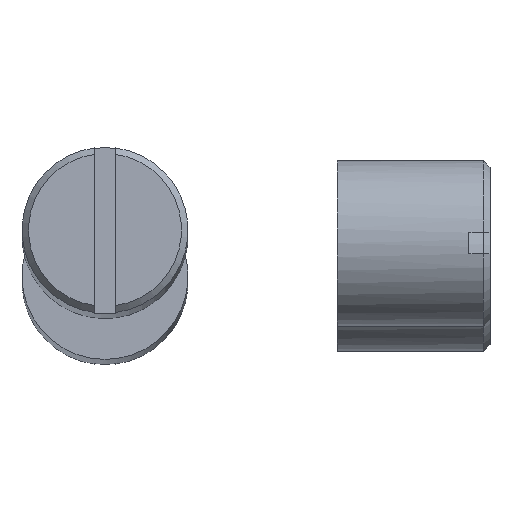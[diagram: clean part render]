
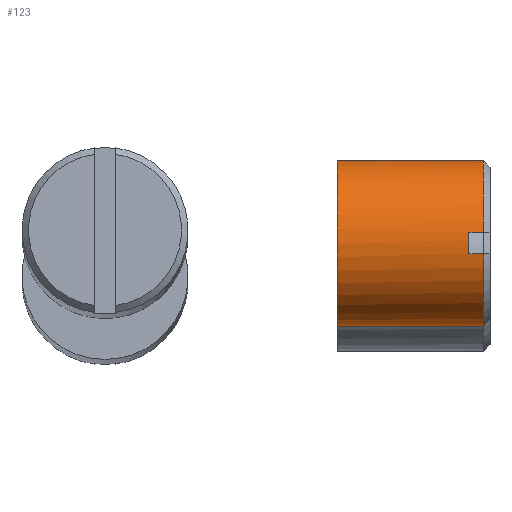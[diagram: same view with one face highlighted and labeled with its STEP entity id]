
A CAD part, top view. The second image highlights one B-rep face of the part: STEP entity #123.
In plain terms, the highlighted cylindrical face has radius 20 mm (diameter 40 mm), a full revolution.
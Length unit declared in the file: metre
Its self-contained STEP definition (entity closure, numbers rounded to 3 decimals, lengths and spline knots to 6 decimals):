
#123 = ADVANCED_FACE( '', ( #250, #251 ), #252, .T. );
#250 = FACE_OUTER_BOUND( '', #384, .T. );
#251 = FACE_OUTER_BOUND( '', #385, .T. );
#252 = CYLINDRICAL_SURFACE( '', #386, 0.02 );
#384 = EDGE_LOOP( '', ( #617 ) );
#385 = EDGE_LOOP( '', ( #618, #619, #620, #621, #622, #623, #624, #625 ) );
#386 = AXIS2_PLACEMENT_3D( '', #626, #627, #628 );
#617 = ORIENTED_EDGE( '', *, *, #768, .F. );
#618 = ORIENTED_EDGE( '', *, *, #759, .F. );
#619 = ORIENTED_EDGE( '', *, *, #809, .T. );
#620 = ORIENTED_EDGE( '', *, *, #755, .F. );
#621 = ORIENTED_EDGE( '', *, *, #810, .F. );
#622 = ORIENTED_EDGE( '', *, *, #784, .T. );
#623 = ORIENTED_EDGE( '', *, *, #792, .T. );
#624 = ORIENTED_EDGE( '', *, *, #781, .T. );
#625 = ORIENTED_EDGE( '', *, *, #811, .F. );
#626 = CARTESIAN_POINT( '', ( 0.100347, -2.266894, 1.956839 ) );
#627 = DIRECTION( '', ( -1., 0., 0. ) );
#628 = DIRECTION( '', ( 0., 0., -1. ) );
#755 = EDGE_CURVE( '', #891, #892, #893, .T. );
#759 = EDGE_CURVE( '', #898, #900, #901, .F. );
#768 = EDGE_CURVE( '', #912, #912, #913, .T. );
#781 = EDGE_CURVE( '', #930, #931, #932, .F. );
#784 = EDGE_CURVE( '', #936, #934, #937, .T. );
#792 = EDGE_CURVE( '', #934, #930, #949, .F. );
#809 = EDGE_CURVE( '', #898, #892, #971, .F. );
#810 = EDGE_CURVE( '', #936, #891, #972, .T. );
#811 = EDGE_CURVE( '', #900, #931, #973, .T. );
#891 = VERTEX_POINT( '', #1080 );
#892 = VERTEX_POINT( '', #1081 );
#893 = LINE( '', #1082, #1083 );
#898 = VERTEX_POINT( '', #1092 );
#900 = VERTEX_POINT( '', #1097 );
#901 = LINE( '', #1098, #1099 );
#912 = VERTEX_POINT( '', #1118 );
#913 = CIRCLE( '', #1119, 0.02 );
#930 = VERTEX_POINT( '', #1144 );
#931 = VERTEX_POINT( '', #1145 );
#932 = LINE( '', #1146, #1147 );
#934 = VERTEX_POINT( '', #1152 );
#936 = VERTEX_POINT( '', #1157 );
#937 = LINE( '', #1158, #1159 );
#949 = CIRCLE( '', #1174, 0.02 );
#971 = CIRCLE( '', #1207, 0.02 );
#972 = CIRCLE( '', #1208, 0.02 );
#973 = CIRCLE( '', #1209, 0.02 );
#1080 = CARTESIAN_POINT( '', ( 0.132099, -2.264354, 1.937001 ) );
#1081 = CARTESIAN_POINT( '', ( 0.135591, -2.264354, 1.937001 ) );
#1082 = CARTESIAN_POINT( '', ( 0.100347, -2.264354, 1.937001 ) );
#1083 = VECTOR( '', #1287, 1. );
#1092 = CARTESIAN_POINT( '', ( 0.135591, -2.264354, 1.976677 ) );
#1097 = CARTESIAN_POINT( '', ( 0.132099, -2.264354, 1.976677 ) );
#1098 = CARTESIAN_POINT( '', ( 0.100347, -2.264354, 1.976677 ) );
#1099 = VECTOR( '', #1289, 1. );
#1118 = CARTESIAN_POINT( '', ( 0.100349, -2.266894, 1.976839 ) );
#1119 = AXIS2_PLACEMENT_3D( '', #1295, #1296, #1297 );
#1144 = CARTESIAN_POINT( '', ( 0.135591, -2.269434, 1.976677 ) );
#1145 = CARTESIAN_POINT( '', ( 0.132099, -2.269434, 1.976677 ) );
#1146 = CARTESIAN_POINT( '', ( 0.100347, -2.269434, 1.976677 ) );
#1147 = VECTOR( '', #1309, 1. );
#1152 = CARTESIAN_POINT( '', ( 0.135591, -2.269434, 1.937001 ) );
#1157 = CARTESIAN_POINT( '', ( 0.132099, -2.269434, 1.937001 ) );
#1158 = CARTESIAN_POINT( '', ( 0.100347, -2.269434, 1.937001 ) );
#1159 = VECTOR( '', #1310, 1. );
#1174 = AXIS2_PLACEMENT_3D( '', #1320, #1321, #1322 );
#1207 = AXIS2_PLACEMENT_3D( '', #1334, #1335, #1336 );
#1208 = AXIS2_PLACEMENT_3D( '', #1337, #1338, #1339 );
#1209 = AXIS2_PLACEMENT_3D( '', #1340, #1341, #1342 );
#1287 = DIRECTION( '', ( 1., 0., 0. ) );
#1289 = DIRECTION( '', ( 1., 0., 0. ) );
#1295 = CARTESIAN_POINT( '', ( 0.100349, -2.266894, 1.956839 ) );
#1296 = DIRECTION( '', ( -1., 0., 0. ) );
#1297 = DIRECTION( '', ( 0., 0., 1. ) );
#1309 = DIRECTION( '', ( 1., 0., 0. ) );
#1310 = DIRECTION( '', ( 1., 0., 0. ) );
#1320 = CARTESIAN_POINT( '', ( 0.135591, -2.266894, 1.956839 ) );
#1321 = DIRECTION( '', ( 1., 0., 0. ) );
#1322 = DIRECTION( '', ( 0., 0., -1. ) );
#1334 = CARTESIAN_POINT( '', ( 0.135591, -2.266894, 1.956839 ) );
#1335 = DIRECTION( '', ( 1., 0., 0. ) );
#1336 = DIRECTION( '', ( 0., 0., -1. ) );
#1337 = CARTESIAN_POINT( '', ( 0.132099, -2.266894, 1.956839 ) );
#1338 = DIRECTION( '', ( 1., 0., 0. ) );
#1339 = DIRECTION( '', ( 0., 0., -1. ) );
#1340 = CARTESIAN_POINT( '', ( 0.132099, -2.266894, 1.956839 ) );
#1341 = DIRECTION( '', ( 1., 0., 0. ) );
#1342 = DIRECTION( '', ( 0., 0., -1. ) );
